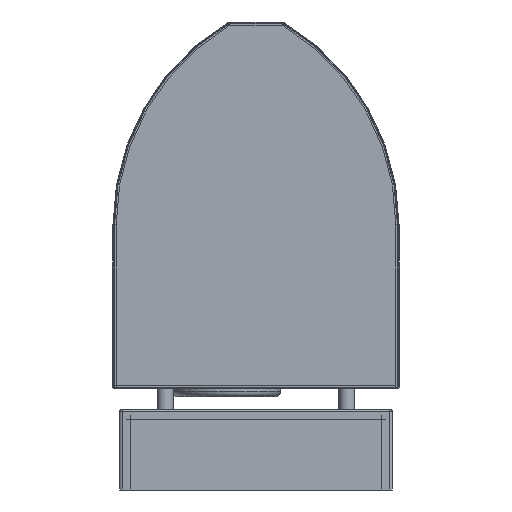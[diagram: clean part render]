
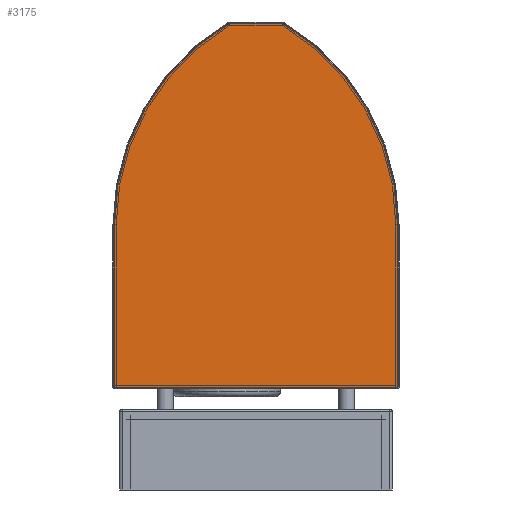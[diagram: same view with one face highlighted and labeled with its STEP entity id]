
A CAD part, front view. The second image highlights one B-rep face of the part: STEP entity #3175.
In plain terms, the highlighted planar face has unit normal (0, -1, 0).
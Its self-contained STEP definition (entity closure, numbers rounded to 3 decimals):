
#2921=CARTESIAN_POINT('Vertex',(-5.047,-180.3,73.703)) ;
#2924=CARTESIAN_POINT('Line Origine',(0.,-180.3,73.703)) ;
#2928=CARTESIAN_POINT('Vertex',(5.047,-180.3,73.703)) ;
#3114=CARTESIAN_POINT('Axis2P3D Location',(-17.385,-180.3,35.72)) ;
#3118=CARTESIAN_POINT('Vertex',(26.728,-180.3,35.72)) ;
#3133=CARTESIAN_POINT('Axis2P3D Location',(0.,-180.3,0.)) ;
#3139=CARTESIAN_POINT('Control Point',(-26.728,-180.3,35.72)) ;
#3140=CARTESIAN_POINT('Control Point',(-26.728,-180.3,44.872)) ;
#3141=CARTESIAN_POINT('Control Point',(-24.357,-180.3,54.024)) ;
#3142=CARTESIAN_POINT('Control Point',(-19.603,-180.3,62.353)) ;
#3143=CARTESIAN_POINT('Control Point',(-12.928,-180.3,69.05)) ;
#3144=CARTESIAN_POINT('Control Point',(-5.047,-180.3,73.703)) ;
#3145=CARTESIAN_POINT('Vertex',(-26.728,-180.3,35.72)) ;
#3148=CARTESIAN_POINT('Line Origine',(-26.728,-180.3,39.391)) ;
#3152=CARTESIAN_POINT('Vertex',(-26.728,-180.3,5.079)) ;
#3155=CARTESIAN_POINT('Line Origine',(0.,-180.3,5.079)) ;
#3159=CARTESIAN_POINT('Vertex',(26.728,-180.3,5.079)) ;
#3162=CARTESIAN_POINT('Line Origine',(26.728,-180.3,39.391)) ;
#2925=DIRECTION('Vector Direction',(1.,0.,0.)) ;
#3115=DIRECTION('Axis2P3D Direction',(0.,1.,-0.)) ;
#3134=DIRECTION('Axis2P3D Direction',(0.,1.,-0.)) ;
#3135=DIRECTION('Axis2P3D XDirection',(-1.,0.,0.)) ;
#3149=DIRECTION('Vector Direction',(0.,0.,1.)) ;
#3156=DIRECTION('Vector Direction',(-1.,0.,0.)) ;
#3163=DIRECTION('Vector Direction',(0.,0.,1.)) ;
#3116=AXIS2_PLACEMENT_3D('Circle Axis2P3D',#3114,#3115,$) ;
#3136=AXIS2_PLACEMENT_3D('Plane Axis2P3D',#3133,#3134,#3135) ;
#3168=ORIENTED_EDGE('',*,*,#3147,.F.) ;
#3169=ORIENTED_EDGE('',*,*,#3154,.F.) ;
#3170=ORIENTED_EDGE('',*,*,#3161,.F.) ;
#3171=ORIENTED_EDGE('',*,*,#3166,.F.) ;
#3172=ORIENTED_EDGE('',*,*,#3120,.F.) ;
#3173=ORIENTED_EDGE('',*,*,#2930,.F.) ;
#2926=VECTOR('Line Direction',#2925,1.) ;
#3150=VECTOR('Line Direction',#3149,1.) ;
#3157=VECTOR('Line Direction',#3156,1.) ;
#3164=VECTOR('Line Direction',#3163,1.) ;
#3175=ADVANCED_FACE('Body.4',(#3174),#3137,.F.) ;
#3138=B_SPLINE_CURVE_WITH_KNOTS('',5,(#3139,#3140,#3141,#3142,#3143,#3144),.UNSPECIFIED.,.F.,.U.,(6,6),(0.,45.76),.UNSPECIFIED.) ;
#3117=CIRCLE('generated circle',#3116,44.113) ;
#2930=EDGE_CURVE('',#2922,#2929,#2927,.T.) ;
#3120=EDGE_CURVE('',#2929,#3119,#3117,.T.) ;
#3147=EDGE_CURVE('',#3146,#2922,#3138,.T.) ;
#3154=EDGE_CURVE('',#3153,#3146,#3151,.T.) ;
#3161=EDGE_CURVE('',#3160,#3153,#3158,.T.) ;
#3166=EDGE_CURVE('',#3119,#3160,#3165,.F.) ;
#3167=EDGE_LOOP('',(#3168,#3169,#3170,#3171,#3172,#3173)) ;
#3174=FACE_OUTER_BOUND('',#3167,.T.) ;
#2927=LINE('Line',#2924,#2926) ;
#3151=LINE('Line',#3148,#3150) ;
#3158=LINE('Line',#3155,#3157) ;
#3165=LINE('Line',#3162,#3164) ;
#3137=PLANE('',#3136) ;
#2922=VERTEX_POINT('',#2921) ;
#2929=VERTEX_POINT('',#2928) ;
#3119=VERTEX_POINT('',#3118) ;
#3146=VERTEX_POINT('',#3145) ;
#3153=VERTEX_POINT('',#3152) ;
#3160=VERTEX_POINT('',#3159) ;
